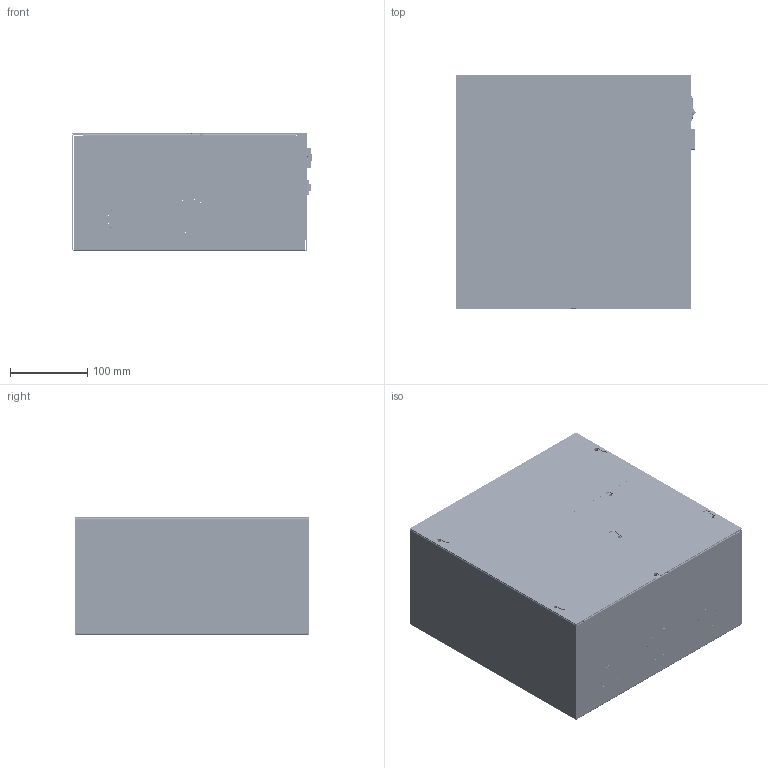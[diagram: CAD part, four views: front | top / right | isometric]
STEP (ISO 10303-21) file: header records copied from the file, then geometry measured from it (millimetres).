
FILE_DESCRIPTION(/* description */ (''),/* implementation_level */ '2;1');
FILE_NAME(/* name */ 'EPS-S300AC3-120-24-F.stp',/* time_stamp */ '2023-12-04T15:31:22-05:00',/* author */ ('cbunnell'),/* organization */ (''),/* preprocessor_version */ 'ST-DEVELOPER v19.2',/* originating_system */ 'Autodesk Inventor 2024',/* authorisation */ '');
FILE_SCHEMA (('AUTOMOTIVE_DESIGN { 1 0 10303 214 3 1 1 }'));
Products named in the file (1): 30E90010G02_Simplify_1
Bounding box: 310.55 x 304.8 x 153.62 mm (x, y, z)
Volume: 1485297.8 mm3; surface area: 1057607.2 mm2
Topology: 9 solids, 22 shells, 8291 faces, 22364 edges, 14704 vertices
Faces by surface type: plane 5551, bspline 1484, cylinder 920, cone 202, torus 116, sphere 18
Full cylindrical faces by diameter (mm): 0.242 x1, 0.298 x1, 0.35 x2, 0.7 x2, 1 x12, 1.4 x2, 1.5 x6, 1.6 x32, 1.7 x3, 2 x14, 2.2 x2, 2.3 x9, 2.35 x1, 2.5 x2, 3 x1, 3.134 x11, 3.3 x5, 3.5 x2, 3.95 x19, 4 x18, 4.1 x8, 4.14 x11, 4.166 x18, 4.318 x7, 5 x8, 5.5 x1, 6 x8, 6.325 x20, 6.35 x13, 6.477 x1
Entity records: 309040 total; most frequent: CARTESIAN_POINT 107130, ORIENTED_EDGE 44714, DIRECTION 37241, EDGE_CURVE 22357, VERTEX_POINT 14711, LINE 14389, VECTOR 14389, AXIS2_PLACEMENT_3D 11426
